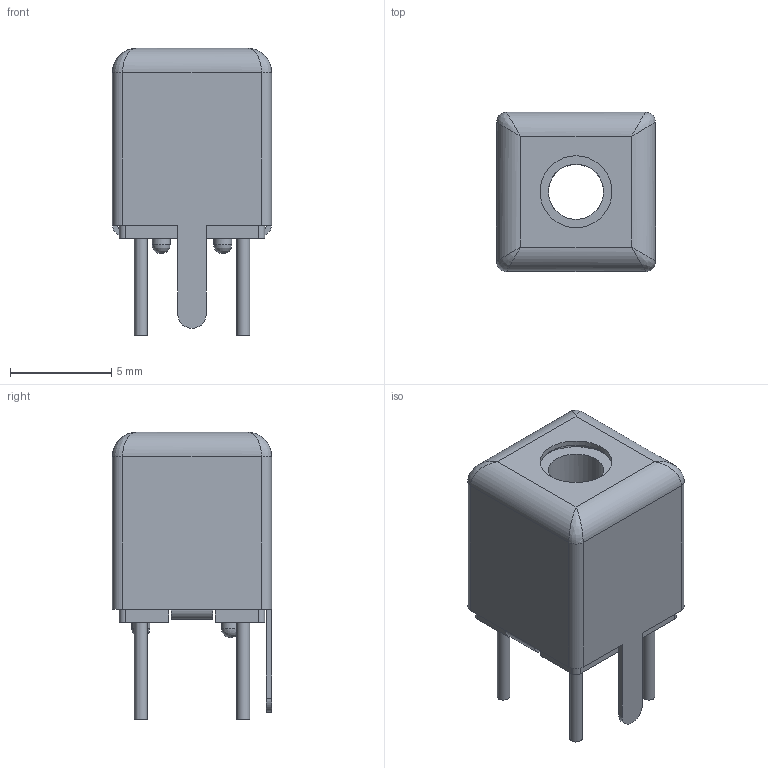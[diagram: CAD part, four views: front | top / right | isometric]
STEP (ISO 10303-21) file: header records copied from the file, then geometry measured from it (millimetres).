
FILE_DESCRIPTION(/* description */ (''),/* implementation_level */ '2;1');
FILE_NAME(/* name */ 'Q3_THRU v3.step',/* time_stamp */ '2022-05-31T21:12:08-04:00',/* author */ (''),/* organization */ (''),/* preprocessor_version */ 'ST-DEVELOPER v19',/* originating_system */ 'Autodesk Translation Framework v11.7.0.108',/* authorisation */ '');
FILE_SCHEMA (('AUTOMOTIVE_DESIGN { 1 0 10303 214 3 1 1 }'));
Length unit declared in the file: inch
Products named in the file (2): Q3_THRU; Component1
Assembly tree (1 placements, depth 2):
  Q3_THRU
    Component1
Bounding box: 7.87 x 7.87 x 14.22 mm (x, y, z)
Volume: 176 mm3; surface area: 993.8 mm2
Topology: 9 solids, 9 shells, 109 faces, 263 edges, 163 vertices
Faces by surface type: plane 62, cylinder 36, bspline 11
Full cylindrical faces by diameter (mm): 0.635 x4, 0.889 x1, 2.734 x1, 3.556 x1, 4 x2
Entity records: 3488 total; most frequent: CARTESIAN_POINT 848, DIRECTION 551, ORIENTED_EDGE 514, EDGE_CURVE 257, AXIS2_PLACEMENT_3D 195, VERTEX_POINT 167, LINE 161, VECTOR 161
